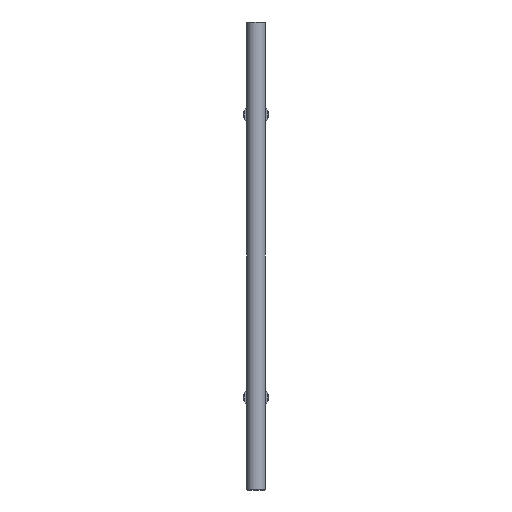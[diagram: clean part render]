
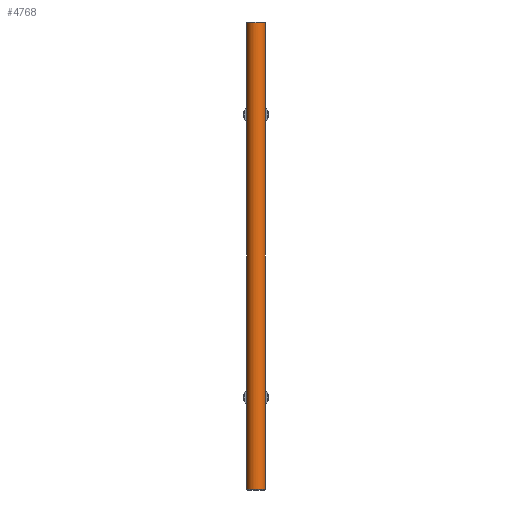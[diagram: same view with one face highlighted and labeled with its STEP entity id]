
A CAD part, front view. The second image highlights one B-rep face of the part: STEP entity #4768.
In plain terms, the highlighted cylindrical face has radius 10 mm (diameter 20 mm), a full revolution.
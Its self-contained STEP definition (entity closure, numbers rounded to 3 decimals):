
#237=FACE_BOUND('',#629,.T.);
#238=FACE_BOUND('',#630,.T.);
#275=B_SPLINE_CURVE_WITH_KNOTS('',3,(#7171,#7172,#7173,#7174,#7175,#7176,
#7177,#7178,#7179,#7180,#7181,#7182,#7183,#7184,#7185,#7186,#7187,#7188,
#7189,#7190,#7191,#7192),.UNSPECIFIED.,.F.,.F.,(4,2,2,2,2,2,2,2,2,2,4),
(0.,0.196,0.392,0.785,1.149,
1.513,1.877,2.241,2.633,2.83,
3.026),.UNSPECIFIED.);
#276=B_SPLINE_CURVE_WITH_KNOTS('',3,(#7193,#7194,#7195,#7196,#7197,#7198,
#7199,#7200,#7201,#7202,#7203,#7204,#7205,#7206,#7207,#7208,#7209,#7210,
#7211,#7212,#7213,#7214),.UNSPECIFIED.,.F.,.F.,(4,2,2,2,2,2,2,2,2,2,4),
(3.026,3.222,3.418,3.81,4.175,
4.539,4.903,5.267,5.659,5.855,
6.052),.UNSPECIFIED.);
#277=B_SPLINE_CURVE_WITH_KNOTS('',3,(#7217,#7218,#7219,#7220,#7221,#7222,
#7223,#7224,#7225,#7226,#7227,#7228,#7229,#7230,#7231,#7232,#7233,#7234,
#7235,#7236,#7237,#7238),.UNSPECIFIED.,.F.,.F.,(4,2,2,2,2,2,2,2,2,2,4),
(0.,0.196,0.392,0.785,1.149,
1.513,1.877,2.241,2.633,2.83,
3.026),.UNSPECIFIED.);
#278=B_SPLINE_CURVE_WITH_KNOTS('',3,(#7239,#7240,#7241,#7242,#7243,#7244,
#7245,#7246,#7247,#7248,#7249,#7250,#7251,#7252,#7253,#7254,#7255,#7256,
#7257,#7258,#7259,#7260),.UNSPECIFIED.,.F.,.F.,(4,2,2,2,2,2,2,2,2,2,4),
(3.026,3.222,3.418,3.81,4.175,
4.539,4.903,5.267,5.659,5.855,
6.052),.UNSPECIFIED.);
#297=CYLINDRICAL_SURFACE('',#5071,10.);
#370=FACE_OUTER_BOUND('',#628,.T.);
#628=EDGE_LOOP('',(#3035,#3036,#3037,#3038));
#629=EDGE_LOOP('',(#3039,#3040));
#630=EDGE_LOOP('',(#3041,#3042));
#924=LINE('',#7168,#1192);
#1192=VECTOR('',#5699,10.);
#1464=CIRCLE('',#5070,10.);
#1465=CIRCLE('',#5072,10.);
#1810=VERTEX_POINT('',#7162);
#1811=VERTEX_POINT('',#7166);
#1812=VERTEX_POINT('',#7169);
#1813=VERTEX_POINT('',#7170);
#1814=VERTEX_POINT('',#7215);
#1815=VERTEX_POINT('',#7216);
#2315=EDGE_CURVE('',#1810,#1810,#1464,.T.);
#2316=EDGE_CURVE('',#1811,#1811,#1465,.T.);
#2317=EDGE_CURVE('',#1811,#1810,#924,.T.);
#2318=EDGE_CURVE('',#1812,#1813,#275,.T.);
#2319=EDGE_CURVE('',#1813,#1812,#276,.T.);
#2320=EDGE_CURVE('',#1814,#1815,#277,.T.);
#2321=EDGE_CURVE('',#1815,#1814,#278,.T.);
#3035=ORIENTED_EDGE('',*,*,#2316,.F.);
#3036=ORIENTED_EDGE('',*,*,#2317,.T.);
#3037=ORIENTED_EDGE('',*,*,#2315,.F.);
#3038=ORIENTED_EDGE('',*,*,#2317,.F.);
#3039=ORIENTED_EDGE('',*,*,#2318,.F.);
#3040=ORIENTED_EDGE('',*,*,#2319,.F.);
#3041=ORIENTED_EDGE('',*,*,#2320,.T.);
#3042=ORIENTED_EDGE('',*,*,#2321,.T.);
#4768=ADVANCED_FACE('',(#370,#237,#238),#297,.T.);
#5070=AXIS2_PLACEMENT_3D('',#7164,#5693,#5694);
#5071=AXIS2_PLACEMENT_3D('',#7165,#5695,#5696);
#5072=AXIS2_PLACEMENT_3D('',#7167,#5697,#5698);
#5693=DIRECTION('center_axis',(0.,0.,
1.));
#5694=DIRECTION('ref_axis',(1.,0.,0.));
#5695=DIRECTION('center_axis',(0.,0.,
-1.));
#5696=DIRECTION('ref_axis',(1.,0.,0.));
#5697=DIRECTION('center_axis',(0.,0.,
-1.));
#5698=DIRECTION('ref_axis',(1.,0.,0.));
#5699=DIRECTION('',(0.,0.,1.));
#7162=CARTESIAN_POINT('',(-10.,-93.1,251.5));
#7164=CARTESIAN_POINT('Origin',(0.,-93.1,251.5));
#7165=CARTESIAN_POINT('Origin',(0.,-93.1,0.));
#7166=CARTESIAN_POINT('',(-10.,-93.1,-251.5));
#7167=CARTESIAN_POINT('Origin',(0.,-93.1,-251.5));
#7168=CARTESIAN_POINT('',(-10.,-93.1,0.));
#7169=CARTESIAN_POINT('',(-9.,-88.741,152.5));
#7170=CARTESIAN_POINT('',(9.,-88.741,152.5));
#7171=CARTESIAN_POINT('Ctrl Pts',(-9.,-88.741,152.5));
#7172=CARTESIAN_POINT('Ctrl Pts',(-9.,-88.741,153.154));
#7173=CARTESIAN_POINT('Ctrl Pts',(-8.931,-88.593,153.765));
#7174=CARTESIAN_POINT('Ctrl Pts',(-8.685,-88.137,154.933));
#7175=CARTESIAN_POINT('Ctrl Pts',(-8.509,-87.831,155.49));
#7176=CARTESIAN_POINT('Ctrl Pts',(-7.827,-86.824,157.092));
#7177=CARTESIAN_POINT('Ctrl Pts',(-7.163,-86.045,158.065));
#7178=CARTESIAN_POINT('Ctrl Pts',(-5.623,-84.775,159.605));
#7179=CARTESIAN_POINT('Ctrl Pts',(-4.661,-84.175,160.292));
#7180=CARTESIAN_POINT('Ctrl Pts',(-2.458,-83.335,161.241));
#7181=CARTESIAN_POINT('Ctrl Pts',(-1.214,-83.1,161.5));
#7182=CARTESIAN_POINT('Ctrl Pts',(1.214,-83.1,161.5));
#7183=CARTESIAN_POINT('Ctrl Pts',(2.458,-83.335,161.241));
#7184=CARTESIAN_POINT('Ctrl Pts',(4.661,-84.175,160.292));
#7185=CARTESIAN_POINT('Ctrl Pts',(5.623,-84.775,159.605));
#7186=CARTESIAN_POINT('Ctrl Pts',(7.163,-86.045,158.065));
#7187=CARTESIAN_POINT('Ctrl Pts',(7.827,-86.824,157.092));
#7188=CARTESIAN_POINT('Ctrl Pts',(8.509,-87.831,155.49));
#7189=CARTESIAN_POINT('Ctrl Pts',(8.685,-88.137,154.933));
#7190=CARTESIAN_POINT('Ctrl Pts',(8.931,-88.593,153.765));
#7191=CARTESIAN_POINT('Ctrl Pts',(9.,-88.741,153.154));
#7192=CARTESIAN_POINT('Ctrl Pts',(9.,-88.741,152.5));
#7193=CARTESIAN_POINT('Ctrl Pts',(9.,-88.741,152.5));
#7194=CARTESIAN_POINT('Ctrl Pts',(9.,-88.741,151.846));
#7195=CARTESIAN_POINT('Ctrl Pts',(8.931,-88.593,151.235));
#7196=CARTESIAN_POINT('Ctrl Pts',(8.685,-88.137,150.067));
#7197=CARTESIAN_POINT('Ctrl Pts',(8.509,-87.831,149.51));
#7198=CARTESIAN_POINT('Ctrl Pts',(7.827,-86.824,147.908));
#7199=CARTESIAN_POINT('Ctrl Pts',(7.163,-86.045,146.935));
#7200=CARTESIAN_POINT('Ctrl Pts',(5.623,-84.775,145.395));
#7201=CARTESIAN_POINT('Ctrl Pts',(4.661,-84.175,144.708));
#7202=CARTESIAN_POINT('Ctrl Pts',(2.458,-83.335,143.759));
#7203=CARTESIAN_POINT('Ctrl Pts',(1.214,-83.1,143.5));
#7204=CARTESIAN_POINT('Ctrl Pts',(-1.214,-83.1,143.5));
#7205=CARTESIAN_POINT('Ctrl Pts',(-2.458,-83.335,143.759));
#7206=CARTESIAN_POINT('Ctrl Pts',(-4.661,-84.175,144.708));
#7207=CARTESIAN_POINT('Ctrl Pts',(-5.623,-84.775,145.395));
#7208=CARTESIAN_POINT('Ctrl Pts',(-7.163,-86.045,146.935));
#7209=CARTESIAN_POINT('Ctrl Pts',(-7.827,-86.824,147.908));
#7210=CARTESIAN_POINT('Ctrl Pts',(-8.509,-87.831,149.51));
#7211=CARTESIAN_POINT('Ctrl Pts',(-8.685,-88.137,150.067));
#7212=CARTESIAN_POINT('Ctrl Pts',(-8.931,-88.593,151.235));
#7213=CARTESIAN_POINT('Ctrl Pts',(-9.,-88.741,151.846));
#7214=CARTESIAN_POINT('Ctrl Pts',(-9.,-88.741,152.5));
#7215=CARTESIAN_POINT('',(-9.,-88.741,-152.5));
#7216=CARTESIAN_POINT('',(9.,-88.741,-152.5));
#7217=CARTESIAN_POINT('Ctrl Pts',(-9.,-88.741,-152.5));
#7218=CARTESIAN_POINT('Ctrl Pts',(-9.,-88.741,-153.154));
#7219=CARTESIAN_POINT('Ctrl Pts',(-8.931,-88.593,-153.765));
#7220=CARTESIAN_POINT('Ctrl Pts',(-8.685,-88.137,-154.933));
#7221=CARTESIAN_POINT('Ctrl Pts',(-8.509,-87.831,-155.49));
#7222=CARTESIAN_POINT('Ctrl Pts',(-7.827,-86.824,-157.092));
#7223=CARTESIAN_POINT('Ctrl Pts',(-7.163,-86.045,-158.065));
#7224=CARTESIAN_POINT('Ctrl Pts',(-5.623,-84.775,-159.605));
#7225=CARTESIAN_POINT('Ctrl Pts',(-4.661,-84.175,-160.292));
#7226=CARTESIAN_POINT('Ctrl Pts',(-2.458,-83.335,-161.241));
#7227=CARTESIAN_POINT('Ctrl Pts',(-1.214,-83.1,-161.5));
#7228=CARTESIAN_POINT('Ctrl Pts',(1.214,-83.1,-161.5));
#7229=CARTESIAN_POINT('Ctrl Pts',(2.458,-83.335,-161.241));
#7230=CARTESIAN_POINT('Ctrl Pts',(4.661,-84.175,-160.292));
#7231=CARTESIAN_POINT('Ctrl Pts',(5.623,-84.775,-159.605));
#7232=CARTESIAN_POINT('Ctrl Pts',(7.163,-86.045,-158.065));
#7233=CARTESIAN_POINT('Ctrl Pts',(7.827,-86.824,-157.092));
#7234=CARTESIAN_POINT('Ctrl Pts',(8.509,-87.831,-155.49));
#7235=CARTESIAN_POINT('Ctrl Pts',(8.685,-88.137,-154.933));
#7236=CARTESIAN_POINT('Ctrl Pts',(8.931,-88.593,-153.765));
#7237=CARTESIAN_POINT('Ctrl Pts',(9.,-88.741,-153.154));
#7238=CARTESIAN_POINT('Ctrl Pts',(9.,-88.741,-152.5));
#7239=CARTESIAN_POINT('Ctrl Pts',(9.,-88.741,-152.5));
#7240=CARTESIAN_POINT('Ctrl Pts',(9.,-88.741,-151.846));
#7241=CARTESIAN_POINT('Ctrl Pts',(8.931,-88.593,-151.235));
#7242=CARTESIAN_POINT('Ctrl Pts',(8.685,-88.137,-150.067));
#7243=CARTESIAN_POINT('Ctrl Pts',(8.509,-87.831,-149.51));
#7244=CARTESIAN_POINT('Ctrl Pts',(7.827,-86.824,-147.908));
#7245=CARTESIAN_POINT('Ctrl Pts',(7.163,-86.045,-146.935));
#7246=CARTESIAN_POINT('Ctrl Pts',(5.623,-84.775,-145.395));
#7247=CARTESIAN_POINT('Ctrl Pts',(4.661,-84.175,-144.708));
#7248=CARTESIAN_POINT('Ctrl Pts',(2.458,-83.335,-143.759));
#7249=CARTESIAN_POINT('Ctrl Pts',(1.214,-83.1,-143.5));
#7250=CARTESIAN_POINT('Ctrl Pts',(-1.214,-83.1,-143.5));
#7251=CARTESIAN_POINT('Ctrl Pts',(-2.458,-83.335,-143.759));
#7252=CARTESIAN_POINT('Ctrl Pts',(-4.661,-84.175,-144.708));
#7253=CARTESIAN_POINT('Ctrl Pts',(-5.623,-84.775,-145.395));
#7254=CARTESIAN_POINT('Ctrl Pts',(-7.163,-86.045,-146.935));
#7255=CARTESIAN_POINT('Ctrl Pts',(-7.827,-86.824,-147.908));
#7256=CARTESIAN_POINT('Ctrl Pts',(-8.509,-87.831,-149.51));
#7257=CARTESIAN_POINT('Ctrl Pts',(-8.685,-88.137,-150.067));
#7258=CARTESIAN_POINT('Ctrl Pts',(-8.931,-88.593,-151.235));
#7259=CARTESIAN_POINT('Ctrl Pts',(-9.,-88.741,-151.846));
#7260=CARTESIAN_POINT('Ctrl Pts',(-9.,-88.741,-152.5));
